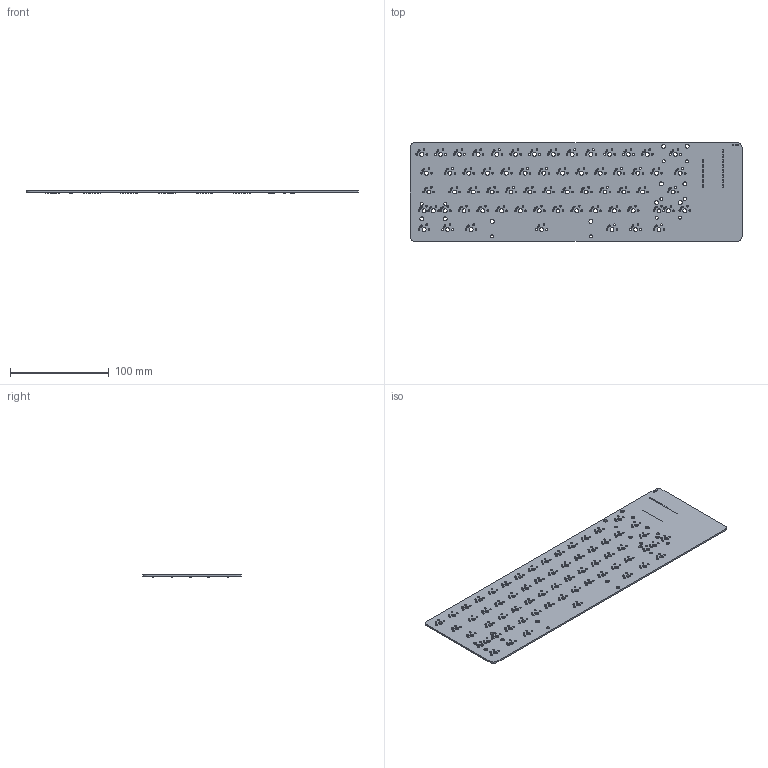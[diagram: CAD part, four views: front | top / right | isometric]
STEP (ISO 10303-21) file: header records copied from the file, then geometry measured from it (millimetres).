
FILE_DESCRIPTION(('KiCad electronic assembly'),'2;1');
FILE_NAME('Snacks65.step','2021-07-26T23:55:55',('An Author'),( 'A Company'),'Open CASCADE STEP processor 6.9', 'KiCad to STEP converter','Unknown');
FILE_SCHEMA(('AUTOMOTIVE_DESIGN { 1 0 10303 214 1 1 1 1 }'));
Length unit declared in the file: millimetre
Products named in the file (6): Open CASCADE STEP translator 6.9 1; R_0805_2012Metric; SOLID; SOT-23; COMPOUND
Assembly tree (38 placements, depth 3):
  Open CASCADE STEP translator 6.9 1
    R_0805_2012Metric  x2
      SOLID
    SOT-23  x33
      SOLID
    COMPOUND
Bounding box: 336.55 x 100.01 x 2.85 mm (x, y, z)
Volume: 51252.1 mm3; surface area: 70344.9 mm2
Topology: 36 solids, 36 shells, 3209 faces, 8017 edges, 4878 vertices
Faces by surface type: plane 1269, cylinder 1049, bspline 891
Full cylindrical faces by diameter (mm): 0.8 x28, 1.47 x128, 1.75 x123, 3.048 x10, 3.988 x74
Entity records: 56547 total; most frequent: CARTESIAN_POINT 9347, DIRECTION 9040, ORIENTED_EDGE 4378, PCURVE 4378, DEFINITIONAL_REPRESENTATION 4378, LINE 3592, VECTOR 3592, CIRCLE 2608
